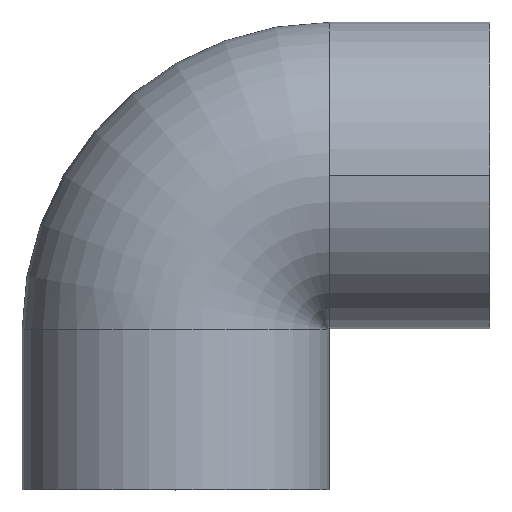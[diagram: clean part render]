
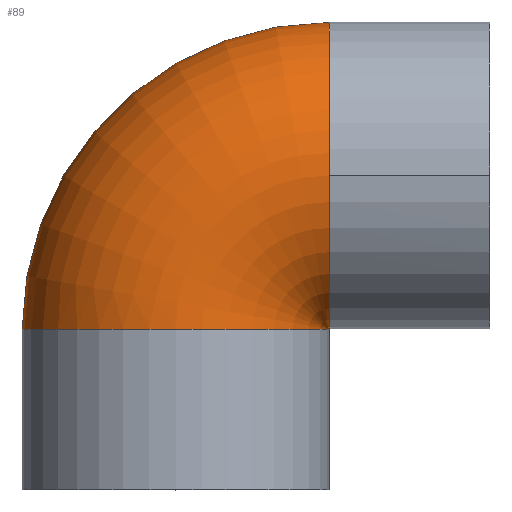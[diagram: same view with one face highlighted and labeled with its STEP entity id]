
A CAD part, top view. The second image highlights one B-rep face of the part: STEP entity #89.
In plain terms, the highlighted toroidal (fillet/blend) face has major radius 14.66 mm and minor radius 14.65 mm.
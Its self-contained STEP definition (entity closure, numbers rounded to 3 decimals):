
#89 = ADVANCED_FACE( '', ( #125 ), #126, .T. );
#125 = FACE_OUTER_BOUND( '', #165, .T. );
#126 = TOROIDAL_SURFACE( '', #166, 14.66, 14.65 );
#165 = EDGE_LOOP( '', ( #279, #280, #281, #282, #283, #284 ) );
#166 = AXIS2_PLACEMENT_3D( '', #285, #286, #287 );
#279 = ORIENTED_EDGE( '', *, *, #308, .T. );
#280 = ORIENTED_EDGE( '', *, *, #345, .F. );
#281 = ORIENTED_EDGE( '', *, *, #312, .T. );
#282 = ORIENTED_EDGE( '', *, *, #346, .F. );
#283 = ORIENTED_EDGE( '', *, *, #341, .T. );
#284 = ORIENTED_EDGE( '', *, *, #344, .T. );
#285 = CARTESIAN_POINT( '', ( 14.66, -0.7, 0. ) );
#286 = DIRECTION( '', ( 0., 0., 1. ) );
#287 = DIRECTION( '', ( 1., 0., 0. ) );
#308 = EDGE_CURVE( '', #348, #349, #350, .T. );
#312 = EDGE_CURVE( '', #357, #355, #358, .T. );
#341 = EDGE_CURVE( '', #406, #404, #407, .T. );
#344 = EDGE_CURVE( '', #404, #348, #410, .T. );
#345 = EDGE_CURVE( '', #357, #349, #411, .T. );
#346 = EDGE_CURVE( '', #406, #355, #412, .T. );
#348 = VERTEX_POINT( '', #414 );
#349 = VERTEX_POINT( '', #415 );
#350 = CIRCLE( '', #416, 29.31 );
#355 = VERTEX_POINT( '', #489 );
#357 = VERTEX_POINT( '', #491 );
#358 = CIRCLE( '', #492, 0.01 );
#404 = VERTEX_POINT( '', #806 );
#406 = VERTEX_POINT( '', #808 );
#407 = B_SPLINE_CURVE_WITH_KNOTS( '', 3, ( #809, #810, #811, #812 ), .UNSPECIFIED., .F., .F., ( 4, 4 ), ( -0.01, 0. ), .UNSPECIFIED. );
#410 = B_SPLINE_CURVE_WITH_KNOTS( '', 3, ( #815, #816, #817, #818, #819, #820, #821, #822, #823, #824, #825, #826, #827, #828, #829, #830, #831, #832, #833, #834, #835, #836, #837, #838, #839, #840, #841, #842, #843, #844, #845, #846, #847, #848, #849, #850, #851, #852, #853, #854, #855, #856, #857, #858, #859, #860, #861, #862, #863, #864, #865, #866, #867, #868, #869, #870, #871, #872, #873, #874, #875, #876, #877, #878, #879, #880 ), .UNSPECIFIED., .F., .F., ( 4, 2, 2, 2, 2, 2, 2, 2, 2, 2, 2, 2, 2, 2, 2, 2, 2, 2, 2, 2, 2, 2, 2, 2, 2, 2, 2, 2, 2, 2, 2, 2, 4 ), ( 21.71, 23.046, 24.402, 25.758, 27.114, 28.47, 29.826, 31.182, 32.538, 33.894, 35.25, 36.606, 37.962, 39.318, 40.674, 42.03, 43.386, 44.742, 46.098, 47.454, 48.81, 50.166, 51.522, 52.878, 54.234, 55.59, 56.946, 58.302, 59.658, 61.014, 62.37, 63.726, 65.062 ), .UNSPECIFIED. );
#411 = CIRCLE( '', #881, 14.65 );
#412 = CIRCLE( '', #882, 14.65 );
#414 = CARTESIAN_POINT( '', ( 14.65, 28.61, 0. ) );
#415 = CARTESIAN_POINT( '', ( -14.65, -0.7, 0. ) );
#416 = AXIS2_PLACEMENT_3D( '', #884, #885, #886 );
#489 = CARTESIAN_POINT( '', ( 14.66, -0.69, 0. ) );
#491 = CARTESIAN_POINT( '', ( 14.65, -0.7, 0. ) );
#492 = AXIS2_PLACEMENT_3D( '', #890, #891, #892 );
#806 = CARTESIAN_POINT( '', ( 14.65, 13.98, 14.65 ) );
#808 = CARTESIAN_POINT( '', ( 14.66, 13.98, 14.65 ) );
#809 = CARTESIAN_POINT( '', ( 14.66, 13.98, 14.65 ) );
#810 = CARTESIAN_POINT( '', ( 14.657, 13.98, 14.65 ) );
#811 = CARTESIAN_POINT( '', ( 14.653, 13.98, 14.65 ) );
#812 = CARTESIAN_POINT( '', ( 14.65, 13.98, 14.65 ) );
#815 = CARTESIAN_POINT( '', ( 14.65, 13.98, 14.65 ) );
#816 = CARTESIAN_POINT( '', ( 14.65, 14.426, 14.649 ) );
#817 = CARTESIAN_POINT( '', ( 14.65, 14.892, 14.628 ) );
#818 = CARTESIAN_POINT( '', ( 14.65, 15.846, 14.536 ) );
#819 = CARTESIAN_POINT( '', ( 14.65, 16.335, 14.465 ) );
#820 = CARTESIAN_POINT( '', ( 14.65, 17.301, 14.272 ) );
#821 = CARTESIAN_POINT( '', ( 14.65, 17.78, 14.151 ) );
#822 = CARTESIAN_POINT( '', ( 14.65, 18.704, 13.869 ) );
#823 = CARTESIAN_POINT( '', ( 14.65, 19.149, 13.708 ) );
#824 = CARTESIAN_POINT( '', ( 14.65, 19.984, 13.362 ) );
#825 = CARTESIAN_POINT( '', ( 14.65, 20.413, 13.161 ) );
#826 = CARTESIAN_POINT( '', ( 14.65, 21.265, 12.708 ) );
#827 = CARTESIAN_POINT( '', ( 14.65, 21.689, 12.455 ) );
#828 = CARTESIAN_POINT( '', ( 14.65, 22.509, 11.907 ) );
#829 = CARTESIAN_POINT( '', ( 14.65, 22.905, 11.612 ) );
#830 = CARTESIAN_POINT( '', ( 14.65, 23.65, 10.998 ) );
#831 = CARTESIAN_POINT( '', ( 14.65, 23.999, 10.679 ) );
#832 = CARTESIAN_POINT( '', ( 14.65, 24.639, 10.04 ) );
#833 = CARTESIAN_POINT( '', ( 14.65, 24.958, 9.69 ) );
#834 = CARTESIAN_POINT( '', ( 14.65, 25.572, 8.945 ) );
#835 = CARTESIAN_POINT( '', ( 14.65, 25.867, 8.549 ) );
#836 = CARTESIAN_POINT( '', ( 14.65, 26.415, 7.729 ) );
#837 = CARTESIAN_POINT( '', ( 14.65, 26.668, 7.305 ) );
#838 = CARTESIAN_POINT( '', ( 14.65, 27.121, 6.453 ) );
#839 = CARTESIAN_POINT( '', ( 14.65, 27.322, 6.024 ) );
#840 = CARTESIAN_POINT( '', ( 14.65, 27.668, 5.189 ) );
#841 = CARTESIAN_POINT( '', ( 14.65, 27.829, 4.744 ) );
#842 = CARTESIAN_POINT( '', ( 14.65, 28.111, 3.82 ) );
#843 = CARTESIAN_POINT( '', ( 14.65, 28.232, 3.341 ) );
#844 = CARTESIAN_POINT( '', ( 14.65, 28.425, 2.375 ) );
#845 = CARTESIAN_POINT( '', ( 14.65, 28.496, 1.886 ) );
#846 = CARTESIAN_POINT( '', ( 14.65, 28.589, 0.925 ) );
#847 = CARTESIAN_POINT( '', ( 14.65, 28.61, 0.452 ) );
#848 = CARTESIAN_POINT( '', ( 14.65, 28.61, -0.452 ) );
#849 = CARTESIAN_POINT( '', ( 14.65, 28.589, -0.925 ) );
#850 = CARTESIAN_POINT( '', ( 14.65, 28.496, -1.886 ) );
#851 = CARTESIAN_POINT( '', ( 14.65, 28.425, -2.375 ) );
#852 = CARTESIAN_POINT( '', ( 14.65, 28.232, -3.341 ) );
#853 = CARTESIAN_POINT( '', ( 14.65, 28.111, -3.82 ) );
#854 = CARTESIAN_POINT( '', ( 14.65, 27.829, -4.744 ) );
#855 = CARTESIAN_POINT( '', ( 14.65, 27.668, -5.189 ) );
#856 = CARTESIAN_POINT( '', ( 14.65, 27.322, -6.024 ) );
#857 = CARTESIAN_POINT( '', ( 14.65, 27.121, -6.453 ) );
#858 = CARTESIAN_POINT( '', ( 14.65, 26.668, -7.305 ) );
#859 = CARTESIAN_POINT( '', ( 14.65, 26.415, -7.729 ) );
#860 = CARTESIAN_POINT( '', ( 14.65, 25.867, -8.549 ) );
#861 = CARTESIAN_POINT( '', ( 14.65, 25.572, -8.945 ) );
#862 = CARTESIAN_POINT( '', ( 14.65, 24.958, -9.69 ) );
#863 = CARTESIAN_POINT( '', ( 14.65, 24.639, -10.04 ) );
#864 = CARTESIAN_POINT( '', ( 14.65, 23.999, -10.679 ) );
#865 = CARTESIAN_POINT( '', ( 14.65, 23.65, -10.998 ) );
#866 = CARTESIAN_POINT( '', ( 14.65, 22.905, -11.612 ) );
#867 = CARTESIAN_POINT( '', ( 14.65, 22.509, -11.907 ) );
#868 = CARTESIAN_POINT( '', ( 14.65, 21.689, -12.455 ) );
#869 = CARTESIAN_POINT( '', ( 14.65, 21.265, -12.708 ) );
#870 = CARTESIAN_POINT( '', ( 14.65, 20.413, -13.161 ) );
#871 = CARTESIAN_POINT( '', ( 14.65, 19.984, -13.362 ) );
#872 = CARTESIAN_POINT( '', ( 14.65, 19.149, -13.708 ) );
#873 = CARTESIAN_POINT( '', ( 14.65, 18.704, -13.869 ) );
#874 = CARTESIAN_POINT( '', ( 14.65, 17.78, -14.151 ) );
#875 = CARTESIAN_POINT( '', ( 14.65, 17.301, -14.272 ) );
#876 = CARTESIAN_POINT( '', ( 14.65, 16.335, -14.465 ) );
#877 = CARTESIAN_POINT( '', ( 14.65, 15.846, -14.536 ) );
#878 = CARTESIAN_POINT( '', ( 14.65, 14.892, -14.628 ) );
#879 = CARTESIAN_POINT( '', ( 14.65, 14.426, -14.649 ) );
#880 = CARTESIAN_POINT( '', ( 14.65, 13.98, -14.65 ) );
#881 = AXIS2_PLACEMENT_3D( '', #955, #956, #957 );
#882 = AXIS2_PLACEMENT_3D( '', #958, #959, #960 );
#884 = CARTESIAN_POINT( '', ( 14.66, -0.7, 0. ) );
#885 = DIRECTION( '', ( 0., 0., 1. ) );
#886 = DIRECTION( '', ( 1., 0., 0. ) );
#890 = CARTESIAN_POINT( '', ( 14.66, -0.7, 0. ) );
#891 = DIRECTION( '', ( 0., 0., -1. ) );
#892 = DIRECTION( '', ( 1., 0., 0. ) );
#955 = CARTESIAN_POINT( '', ( 0., -0.7, 0. ) );
#956 = DIRECTION( '', ( 0., -1., 0. ) );
#957 = DIRECTION( '', ( 1., 0., 0. ) );
#958 = CARTESIAN_POINT( '', ( 14.66, 13.96, 0. ) );
#959 = DIRECTION( '', ( 1., 0., 0. ) );
#960 = DIRECTION( '', ( 0., -1., 0. ) );
